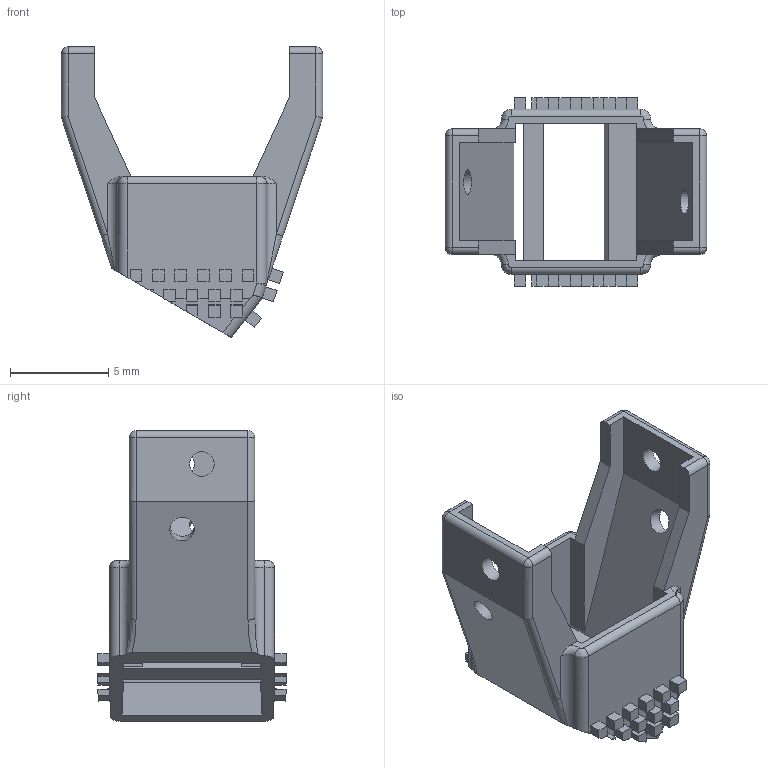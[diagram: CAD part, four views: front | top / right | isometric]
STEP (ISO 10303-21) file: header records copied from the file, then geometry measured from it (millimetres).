
FILE_DESCRIPTION(/* description */ (''),/* implementation_level */ '2;1');
FILE_NAME(/* name */ 'Docking_NP2_30degree.stp',/* time_stamp */ '2024-02-13T10:16:48Z',/* author */ ('masah'),/* organization */ (''),/* preprocessor_version */ 'ST-DEVELOPER v19.2',/* originating_system */ 'Autodesk Inventor 2024',/* authorisation */ '');
FILE_SCHEMA (('AUTOMOTIVE_DESIGN { 1 0 10303 214 3 1 1 }'));
Length unit declared in the file: millimetre
Products named in the file (1): Docking_NP2
Bounding box: 13.3 x 9.6 x 14.8 mm (x, y, z)
Volume: 254.9 mm3; surface area: 805.5 mm2
Topology: 1 solids, 1 shells, 319 faces, 841 edges, 542 vertices
Faces by surface type: plane 269, cylinder 32, bspline 10, sphere 4, torus 4
Full cylindrical faces by diameter (mm): 1.25 x4
Entity records: 9917 total; most frequent: CARTESIAN_POINT 1960, ORIENTED_EDGE 1678, DIRECTION 1535, EDGE_CURVE 839, LINE 747, VECTOR 747, VERTEX_POINT 542, AXIS2_PLACEMENT_3D 394
